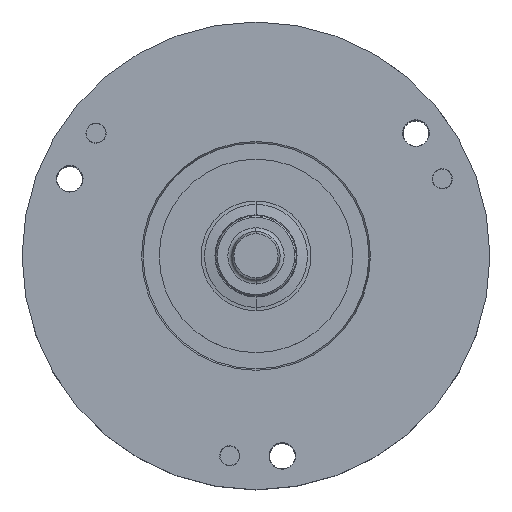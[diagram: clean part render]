
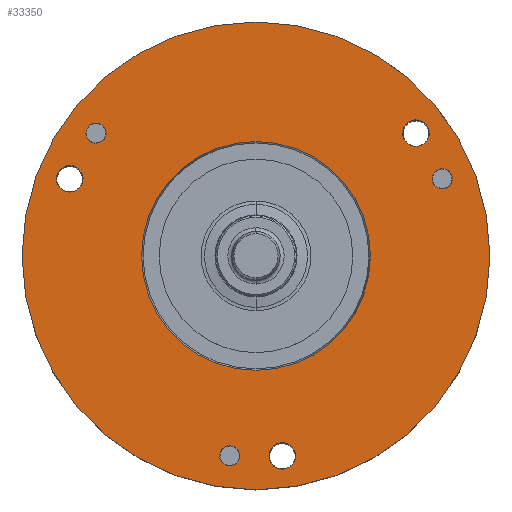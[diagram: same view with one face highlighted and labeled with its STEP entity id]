
A CAD part, top view. The second image highlights one B-rep face of the part: STEP entity #33350.
In plain terms, the highlighted planar face has unit normal (0, 0, 1).
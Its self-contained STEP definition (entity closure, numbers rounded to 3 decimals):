
#4119=CARTESIAN_POINT('',(0.,0.,25.));
#4120=DIRECTION('',(0.,0.,1.));
#4121=DIRECTION('',(1.,0.,0.));
#4122=AXIS2_PLACEMENT_3D('',#4119,#4120,#4121);
#4124=CARTESIAN_POINT('',(0.,0.,25.));
#4125=DIRECTION('',(0.,0.,1.));
#4126=DIRECTION('',(-1.,0.,0.));
#4127=AXIS2_PLACEMENT_3D('',#4124,#4125,#4126);
#4129=CARTESIAN_POINT('',(-19.834,15.219,25.));
#4130=DIRECTION('',(0.,0.,-1.));
#4131=DIRECTION('',(-0.793,0.609,0.));
#4132=AXIS2_PLACEMENT_3D('',#4129,#4130,#4131);
#4134=CARTESIAN_POINT('',(-19.834,15.219,25.));
#4135=DIRECTION('',(0.,0.,-1.));
#4136=DIRECTION('',(0.793,-0.609,0.));
#4137=AXIS2_PLACEMENT_3D('',#4134,#4135,#4136);
#4139=CARTESIAN_POINT('',(-3.263,-24.786,25.));
#4140=DIRECTION('',(0.,0.,-1.));
#4141=DIRECTION('',(-0.131,-0.991,0.));
#4142=AXIS2_PLACEMENT_3D('',#4139,#4140,#4141);
#4144=CARTESIAN_POINT('',(-3.263,-24.786,25.));
#4145=DIRECTION('',(0.,0.,-1.));
#4146=DIRECTION('',(0.131,0.991,0.));
#4147=AXIS2_PLACEMENT_3D('',#4144,#4145,#4146);
#4149=CARTESIAN_POINT('',(23.097,9.567,25.));
#4150=DIRECTION('',(0.,0.,-1.));
#4151=DIRECTION('',(0.924,0.383,0.));
#4152=AXIS2_PLACEMENT_3D('',#4149,#4150,#4151);
#4154=CARTESIAN_POINT('',(23.097,9.567,25.));
#4155=DIRECTION('',(0.,0.,-1.));
#4156=DIRECTION('',(-0.924,-0.383,0.));
#4157=AXIS2_PLACEMENT_3D('',#4154,#4155,#4156);
#4159=CARTESIAN_POINT('',(3.263,-24.786,25.));
#4160=DIRECTION('',(0.,0.,1.));
#4161=DIRECTION('',(0.,-1.,0.));
#4162=AXIS2_PLACEMENT_3D('',#4159,#4160,#4161);
#4164=CARTESIAN_POINT('',(3.263,-24.786,25.));
#4165=DIRECTION('',(0.,0.,1.));
#4166=DIRECTION('',(0.,1.,0.));
#4167=AXIS2_PLACEMENT_3D('',#4164,#4165,#4166);
#4169=CARTESIAN_POINT('',(19.834,15.219,25.));
#4170=DIRECTION('',(0.,0.,1.));
#4171=DIRECTION('',(0.,-1.,0.));
#4172=AXIS2_PLACEMENT_3D('',#4169,#4170,#4171);
#4174=CARTESIAN_POINT('',(19.834,15.219,25.));
#4175=DIRECTION('',(0.,0.,1.));
#4176=DIRECTION('',(0.,1.,0.));
#4177=AXIS2_PLACEMENT_3D('',#4174,#4175,#4176);
#4179=CARTESIAN_POINT('',(-23.097,9.567,25.));
#4180=DIRECTION('',(0.,0.,1.));
#4181=DIRECTION('',(0.,-1.,0.));
#4182=AXIS2_PLACEMENT_3D('',#4179,#4180,#4181);
#4184=CARTESIAN_POINT('',(-23.097,9.567,25.));
#4185=DIRECTION('',(0.,0.,1.));
#4186=DIRECTION('',(0.,1.,0.));
#4187=AXIS2_PLACEMENT_3D('',#4184,#4185,#4186);
#4198=CARTESIAN_POINT('',(0.,0.,25.));
#4199=DIRECTION('',(0.,0.,-1.));
#4200=DIRECTION('',(-1.,0.,0.));
#4201=AXIS2_PLACEMENT_3D('',#4198,#4199,#4200);
#4227=CARTESIAN_POINT('',(0.,0.,25.));
#4228=DIRECTION('',(0.,0.,-1.));
#4229=DIRECTION('',(1.,0.,0.));
#4230=AXIS2_PLACEMENT_3D('',#4227,#4228,#4229);
#26047=CARTESIAN_POINT('',(29.,0.,25.));
#26048=CARTESIAN_POINT('',(-29.,0.,25.));
#26049=VERTEX_POINT('',#26047);
#26050=VERTEX_POINT('',#26048);
#26127=CARTESIAN_POINT('',(-20.826,15.98,25.));
#26128=CARTESIAN_POINT('',(-18.842,14.458,25.));
#26129=VERTEX_POINT('',#26127);
#26130=VERTEX_POINT('',#26128);
#26131=CARTESIAN_POINT('',(-3.426,-26.025,25.));
#26132=CARTESIAN_POINT('',(-3.1,-23.547,25.));
#26133=VERTEX_POINT('',#26131);
#26134=VERTEX_POINT('',#26132);
#26135=CARTESIAN_POINT('',(24.252,10.045,25.));
#26136=CARTESIAN_POINT('',(21.942,9.089,25.));
#26137=VERTEX_POINT('',#26135);
#26138=VERTEX_POINT('',#26136);
#26237=CARTESIAN_POINT('',(14.188,0.,25.));
#26238=CARTESIAN_POINT('',(-14.188,0.,25.));
#26239=VERTEX_POINT('',#26237);
#26240=VERTEX_POINT('',#26238);
#26421=CARTESIAN_POINT('',(3.263,-26.436,25.));
#26422=CARTESIAN_POINT('',(3.263,-23.136,25.));
#26423=VERTEX_POINT('',#26421);
#26424=VERTEX_POINT('',#26422);
#26429=CARTESIAN_POINT('',(19.834,13.569,25.));
#26430=CARTESIAN_POINT('',(19.834,16.869,25.));
#26431=VERTEX_POINT('',#26429);
#26432=VERTEX_POINT('',#26430);
#26437=CARTESIAN_POINT('',(-23.097,7.917,25.));
#26438=CARTESIAN_POINT('',(-23.097,11.217,25.));
#26439=VERTEX_POINT('',#26437);
#26440=VERTEX_POINT('',#26438);
#33299=CARTESIAN_POINT('',(0.,0.,25.));
#33300=DIRECTION('',(0.,0.,1.));
#33301=DIRECTION('',(1.,0.,0.));
#33302=AXIS2_PLACEMENT_3D('',#33299,#33300,#33301);
#33303=PLANE('',#33302);
#33304=ORIENTED_EDGE('',*,*,#33279,.F.);
#33305=ORIENTED_EDGE('',*,*,#33293,.F.);
#33306=EDGE_LOOP('',(#33304,#33305));
#33307=FACE_OUTER_BOUND('',#33306,.F.);
#33309=ORIENTED_EDGE('',*,*,#33308,.F.);
#33311=ORIENTED_EDGE('',*,*,#33310,.F.);
#33312=EDGE_LOOP('',(#33309,#33311));
#33313=FACE_BOUND('',#33312,.F.);
#33315=ORIENTED_EDGE('',*,*,#33314,.F.);
#33317=ORIENTED_EDGE('',*,*,#33316,.F.);
#33318=EDGE_LOOP('',(#33315,#33317));
#33319=FACE_BOUND('',#33318,.F.);
#33321=ORIENTED_EDGE('',*,*,#33320,.F.);
#33323=ORIENTED_EDGE('',*,*,#33322,.F.);
#33324=EDGE_LOOP('',(#33321,#33323));
#33325=FACE_BOUND('',#33324,.F.);
#33327=ORIENTED_EDGE('',*,*,#33326,.F.);
#33329=ORIENTED_EDGE('',*,*,#33328,.F.);
#33330=EDGE_LOOP('',(#33327,#33329));
#33331=FACE_BOUND('',#33330,.F.);
#33333=ORIENTED_EDGE('',*,*,#33332,.T.);
#33335=ORIENTED_EDGE('',*,*,#33334,.T.);
#33336=EDGE_LOOP('',(#33333,#33335));
#33337=FACE_BOUND('',#33336,.F.);
#33339=ORIENTED_EDGE('',*,*,#33338,.T.);
#33341=ORIENTED_EDGE('',*,*,#33340,.T.);
#33342=EDGE_LOOP('',(#33339,#33341));
#33343=FACE_BOUND('',#33342,.F.);
#33345=ORIENTED_EDGE('',*,*,#33344,.T.);
#33347=ORIENTED_EDGE('',*,*,#33346,.T.);
#33348=EDGE_LOOP('',(#33345,#33347));
#33349=FACE_BOUND('',#33348,.F.);
#4123=CIRCLE('',#4122,29.);
#4128=CIRCLE('',#4127,29.);
#4133=CIRCLE('',#4132,1.25);
#4138=CIRCLE('',#4137,1.25);
#4143=CIRCLE('',#4142,1.25);
#4148=CIRCLE('',#4147,1.25);
#4153=CIRCLE('',#4152,1.25);
#4158=CIRCLE('',#4157,1.25);
#4163=CIRCLE('',#4162,1.65);
#4168=CIRCLE('',#4167,1.65);
#4173=CIRCLE('',#4172,1.65);
#4178=CIRCLE('',#4177,1.65);
#4183=CIRCLE('',#4182,1.65);
#4188=CIRCLE('',#4187,1.65);
#4202=CIRCLE('',#4201,14.188);
#4231=CIRCLE('',#4230,14.188);
#33279=EDGE_CURVE('',#26049,#26050,#4123,.T.);
#33293=EDGE_CURVE('',#26050,#26049,#4128,.T.);
#33308=EDGE_CURVE('',#26240,#26239,#4202,.T.);
#33310=EDGE_CURVE('',#26239,#26240,#4231,.T.);
#33314=EDGE_CURVE('',#26129,#26130,#4133,.T.);
#33316=EDGE_CURVE('',#26130,#26129,#4138,.T.);
#33320=EDGE_CURVE('',#26133,#26134,#4143,.T.);
#33322=EDGE_CURVE('',#26134,#26133,#4148,.T.);
#33326=EDGE_CURVE('',#26137,#26138,#4153,.T.);
#33328=EDGE_CURVE('',#26138,#26137,#4158,.T.);
#33332=EDGE_CURVE('',#26423,#26424,#4163,.T.);
#33334=EDGE_CURVE('',#26424,#26423,#4168,.T.);
#33338=EDGE_CURVE('',#26431,#26432,#4173,.T.);
#33340=EDGE_CURVE('',#26432,#26431,#4178,.T.);
#33344=EDGE_CURVE('',#26439,#26440,#4183,.T.);
#33346=EDGE_CURVE('',#26440,#26439,#4188,.T.);
#33350=ADVANCED_FACE('',(#33307,#33313,#33319,#33325,#33331,#33337,#33343,
#33349),#33303,.T.);
